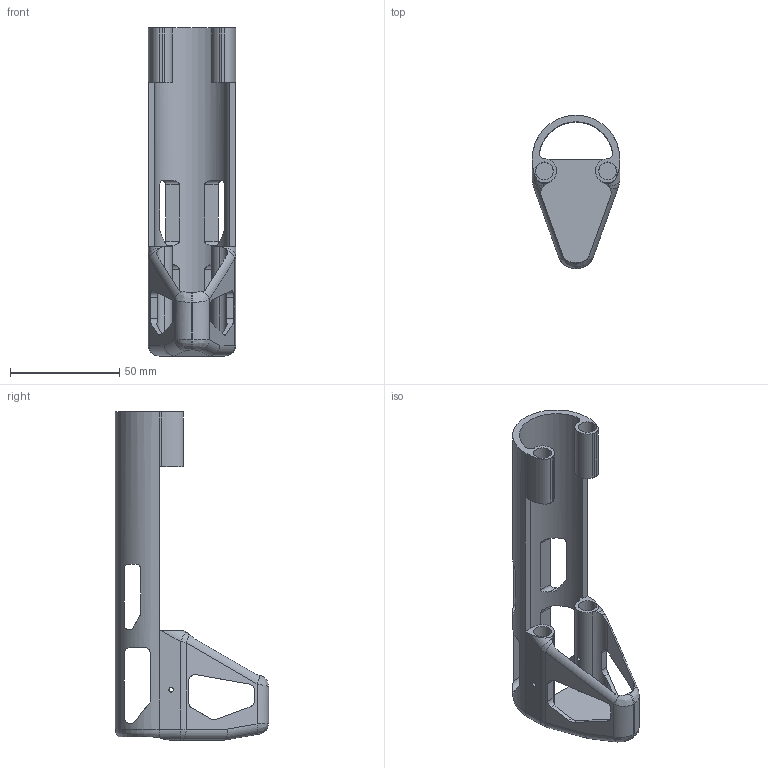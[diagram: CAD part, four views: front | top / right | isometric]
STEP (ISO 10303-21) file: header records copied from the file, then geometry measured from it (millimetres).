
FILE_DESCRIPTION(('FreeCAD Model'),'2;1');
FILE_NAME('Open CASCADE Shape Model','2025-05-03T17:59:36',('FreeCAD'),( 'FreeCAD'),'Open CASCADE STEP processor 7.6','FreeCAD','Unknown');
FILE_SCHEMA(('AUTOMOTIVE_DESIGN { 1 0 10303 214 1 1 1 1 }'));
Length unit declared in the file: millimetre
Products named in the file (1): Open CASCADE STEP translator 7.6 1
Bounding box: 40 x 70 x 150 mm (x, y, z)
Volume: 38848.8 mm3; surface area: 31520.1 mm2
Topology: 1 solids, 1 shells, 147 faces, 419 edges, 268 vertices
Faces by surface type: cylinder 68, plane 63, bspline 8, torus 4, sphere 2, revolution 2
Full cylindrical faces by diameter (mm): 2.1 x4, 8.2 x4
Entity records: 5100 total; most frequent: CARTESIAN_POINT 1225, ORIENTED_EDGE 834, DIRECTION 798, EDGE_CURVE 417, AXIS2_PLACEMENT_3D 299, VERTEX_POINT 268, LINE 198, VECTOR 198
